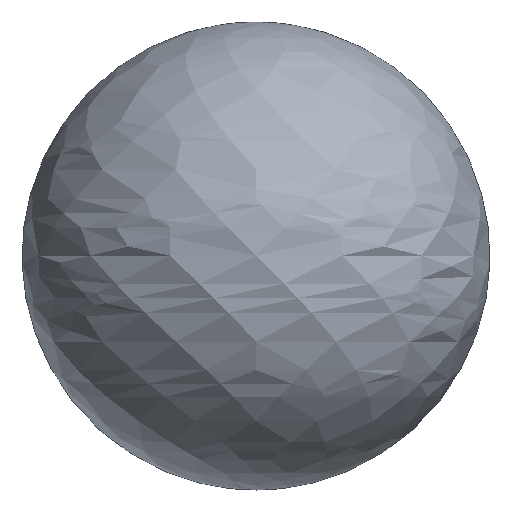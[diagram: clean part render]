
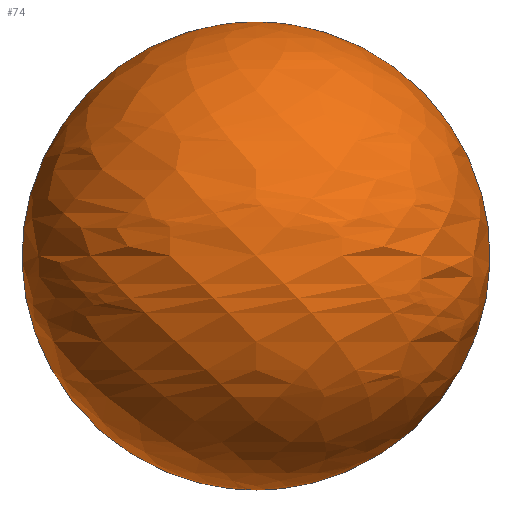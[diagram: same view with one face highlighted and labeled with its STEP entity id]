
A CAD part, top view. The second image highlights one B-rep face of the part: STEP entity #74.
In plain terms, the highlighted free-form (B-spline) face has degree [2, 2] with [5, 5] control points.
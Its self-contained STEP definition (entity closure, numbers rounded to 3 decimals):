
#41=(
BOUNDED_CURVE()
B_SPLINE_CURVE(2,(#524,#525,#526,#527,#528),.UNSPECIFIED.,.F.,.F.)
B_SPLINE_CURVE_WITH_KNOTS((3,2,3),(-117.81,0.,117.81),
 .UNSPECIFIED.)
CURVE()
GEOMETRIC_REPRESENTATION_ITEM()
RATIONAL_B_SPLINE_CURVE((1.,0.707,1.,0.707,1.))
REPRESENTATION_ITEM('')
);
#42=(
BOUNDED_CURVE()
B_SPLINE_CURVE(2,(#582,#583,#584,#585,#586),.UNSPECIFIED.,.F.,.F.)
B_SPLINE_CURVE_WITH_KNOTS((3,2,3),(-117.81,0.,117.81),
 .UNSPECIFIED.)
CURVE()
GEOMETRIC_REPRESENTATION_ITEM()
RATIONAL_B_SPLINE_CURVE((1.,0.707,1.,0.707,1.))
REPRESENTATION_ITEM('')
);
#74=ADVANCED_FACE('',(#93),#238,.T.);
#93=FACE_OUTER_BOUND('',#112,.T.);
#112=EDGE_LOOP('',(#132,#133));
#132=ORIENTED_EDGE('',*,*,#188,.T.);
#133=ORIENTED_EDGE('',*,*,#186,.F.);
#186=EDGE_CURVE('',#218,#219,#41,.T.);
#188=EDGE_CURVE('',#218,#219,#42,.T.);
#218=VERTEX_POINT('',#521);
#219=VERTEX_POINT('',#522);
#238=(
BOUNDED_SURFACE()
B_SPLINE_SURFACE(2,2,((#471,#472,#473,#474,#475),(#476,#477,#478,#479,#480),
(#481,#482,#483,#484,#485),(#486,#487,#488,#489,#490),(#491,#492,#493,#494,
#495)),.UNSPECIFIED.,.F.,.F.,.F.)
B_SPLINE_SURFACE_WITH_KNOTS((3,2,3),(3,2,3),(0.,117.81,235.619),
(-117.81,0.,117.81),.UNSPECIFIED.)
GEOMETRIC_REPRESENTATION_ITEM()
RATIONAL_B_SPLINE_SURFACE(((1.,0.707,1.,0.707,1.),
(0.707,0.5,0.707,0.5,0.707),(1.,0.707,
1.,0.707,1.),(0.707,0.5,0.707,0.5,0.707),
(1.,0.707,1.,0.707,1.)))
REPRESENTATION_ITEM('')
SURFACE()
);
#471=CARTESIAN_POINT('',(0.,75.,254.));
#472=CARTESIAN_POINT('',(75.,75.,254.));
#473=CARTESIAN_POINT('',(75.,0.,254.));
#474=CARTESIAN_POINT('',(75.,-75.,254.));
#475=CARTESIAN_POINT('',(0.,-75.,254.));
#476=CARTESIAN_POINT('',(0.,75.,254.));
#477=CARTESIAN_POINT('',(75.,75.,329.));
#478=CARTESIAN_POINT('',(75.,0.,329.));
#479=CARTESIAN_POINT('',(75.,-75.,329.));
#480=CARTESIAN_POINT('',(0.,-75.,254.));
#481=CARTESIAN_POINT('',(0.,75.,254.));
#482=CARTESIAN_POINT('',(0.,75.,329.));
#483=CARTESIAN_POINT('',(0.,0.,329.));
#484=CARTESIAN_POINT('',(0.,-75.,329.));
#485=CARTESIAN_POINT('',(0.,-75.,254.));
#486=CARTESIAN_POINT('',(0.,75.,254.));
#487=CARTESIAN_POINT('',(-75.,75.,329.));
#488=CARTESIAN_POINT('',(-75.,0.,329.));
#489=CARTESIAN_POINT('',(-75.,-75.,329.));
#490=CARTESIAN_POINT('',(0.,-75.,254.));
#491=CARTESIAN_POINT('',(0.,75.,254.));
#492=CARTESIAN_POINT('',(-75.,75.,254.));
#493=CARTESIAN_POINT('',(-75.,0.,254.));
#494=CARTESIAN_POINT('',(-75.,-75.,254.));
#495=CARTESIAN_POINT('',(0.,-75.,254.));
#521=CARTESIAN_POINT('',(0.,75.,254.));
#522=CARTESIAN_POINT('',(0.,-75.,254.));
#524=CARTESIAN_POINT('',(0.,75.,254.));
#525=CARTESIAN_POINT('',(75.,75.,254.));
#526=CARTESIAN_POINT('',(75.,0.,254.));
#527=CARTESIAN_POINT('',(75.,-75.,254.));
#528=CARTESIAN_POINT('',(0.,-75.,254.));
#582=CARTESIAN_POINT('',(0.,75.,254.));
#583=CARTESIAN_POINT('',(-75.,75.,254.));
#584=CARTESIAN_POINT('',(-75.,0.,254.));
#585=CARTESIAN_POINT('',(-75.,-75.,254.));
#586=CARTESIAN_POINT('',(0.,-75.,254.));
